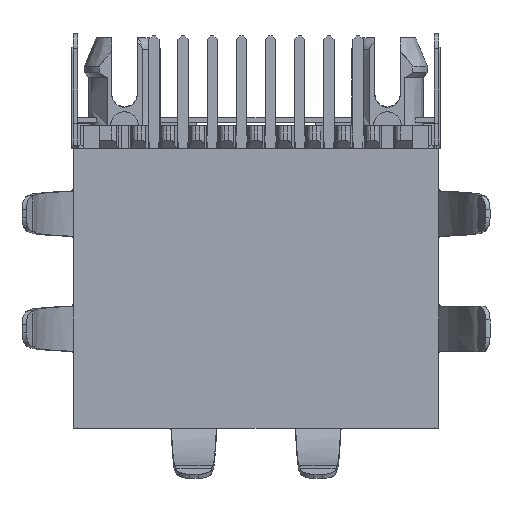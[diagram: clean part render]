
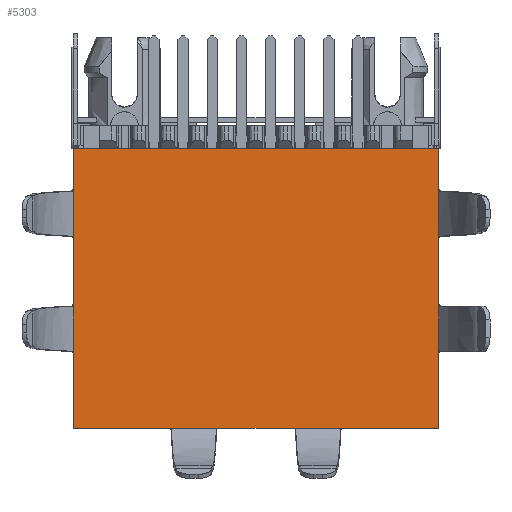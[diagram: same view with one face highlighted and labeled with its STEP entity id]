
A CAD part, front view. The second image highlights one B-rep face of the part: STEP entity #5303.
In plain terms, the highlighted planar face has unit normal (0, -1, 0).
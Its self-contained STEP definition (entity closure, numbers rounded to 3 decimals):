
#5251=AXIS2_PLACEMENT_3D('Plane Axis2P3D',#5248,#5249,#5250) ;
#5248=CARTESIAN_POINT('Axis2P3D Location',(-98.549,13.366,3.52)) ;
#5253=CARTESIAN_POINT('Line Origine',(-90.599,13.366,-8.63)) ;
#5257=CARTESIAN_POINT('Vertex',(-98.349,13.366,-8.63)) ;
#5259=CARTESIAN_POINT('Vertex',(-82.849,13.366,-8.63)) ;
#5262=CARTESIAN_POINT('Line Origine',(-82.749,13.366,-8.63)) ;
#5266=CARTESIAN_POINT('Vertex',(-82.649,13.366,-8.63)) ;
#5269=CARTESIAN_POINT('Line Origine',(-82.649,13.366,-2.555)) ;
#5273=CARTESIAN_POINT('Vertex',(-82.649,13.366,3.52)) ;
#5276=CARTESIAN_POINT('Line Origine',(-90.599,13.366,3.52)) ;
#5280=CARTESIAN_POINT('Vertex',(-98.549,13.366,3.52)) ;
#5283=CARTESIAN_POINT('Line Origine',(-98.549,13.366,-2.555)) ;
#5287=CARTESIAN_POINT('Vertex',(-98.549,13.366,-8.63)) ;
#5290=CARTESIAN_POINT('Line Origine',(-98.449,13.366,-8.63)) ;
#5249=DIRECTION('Axis2P3D Direction',(0.,-1.,0.)) ;
#5250=DIRECTION('Axis2P3D XDirection',(0.,0.,-1.)) ;
#5254=DIRECTION('Vector Direction',(1.,0.,0.)) ;
#5263=DIRECTION('Vector Direction',(1.,0.,0.)) ;
#5270=DIRECTION('Vector Direction',(0.,0.,1.)) ;
#5277=DIRECTION('Vector Direction',(-1.,0.,0.)) ;
#5284=DIRECTION('Vector Direction',(0.,0.,-1.)) ;
#5291=DIRECTION('Vector Direction',(1.,0.,0.)) ;
#5255=VECTOR('Line Direction',#5254,1.) ;
#5264=VECTOR('Line Direction',#5263,1.) ;
#5271=VECTOR('Line Direction',#5270,1.) ;
#5278=VECTOR('Line Direction',#5277,1.) ;
#5285=VECTOR('Line Direction',#5284,1.) ;
#5292=VECTOR('Line Direction',#5291,1.) ;
#5296=ORIENTED_EDGE('',*,*,#5261,.T.) ;
#5297=ORIENTED_EDGE('',*,*,#5268,.T.) ;
#5298=ORIENTED_EDGE('',*,*,#5275,.T.) ;
#5299=ORIENTED_EDGE('',*,*,#5282,.T.) ;
#5300=ORIENTED_EDGE('',*,*,#5289,.T.) ;
#5301=ORIENTED_EDGE('',*,*,#5294,.T.) ;
#5303=ADVANCED_FACE('OPEN_SHELL #8860',(#5302),#5252,.T.) ;
#5261=EDGE_CURVE('',#5258,#5260,#5256,.T.) ;
#5268=EDGE_CURVE('',#5260,#5267,#5265,.T.) ;
#5275=EDGE_CURVE('',#5267,#5274,#5272,.T.) ;
#5282=EDGE_CURVE('',#5274,#5281,#5279,.T.) ;
#5289=EDGE_CURVE('',#5281,#5288,#5286,.T.) ;
#5294=EDGE_CURVE('',#5288,#5258,#5293,.T.) ;
#5295=EDGE_LOOP('',(#5296,#5297,#5298,#5299,#5300,#5301)) ;
#5302=FACE_OUTER_BOUND('',#5295,.T.) ;
#5256=LINE('Line',#5253,#5255) ;
#5265=LINE('Line',#5262,#5264) ;
#5272=LINE('Line',#5269,#5271) ;
#5279=LINE('Line',#5276,#5278) ;
#5286=LINE('Line',#5283,#5285) ;
#5293=LINE('Line',#5290,#5292) ;
#5252=PLANE('',#5251) ;
#5258=VERTEX_POINT('',#5257) ;
#5260=VERTEX_POINT('',#5259) ;
#5267=VERTEX_POINT('',#5266) ;
#5274=VERTEX_POINT('',#5273) ;
#5281=VERTEX_POINT('',#5280) ;
#5288=VERTEX_POINT('',#5287) ;
